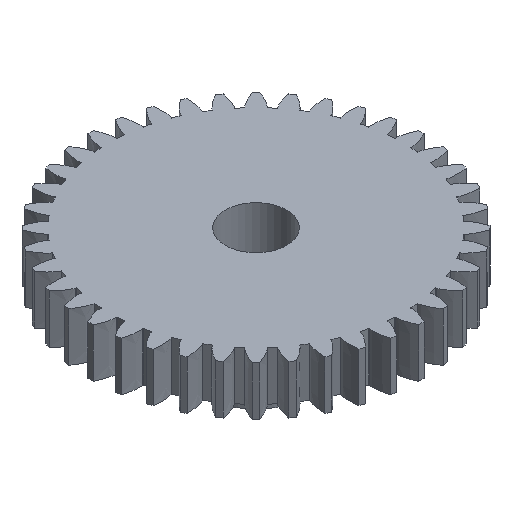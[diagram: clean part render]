
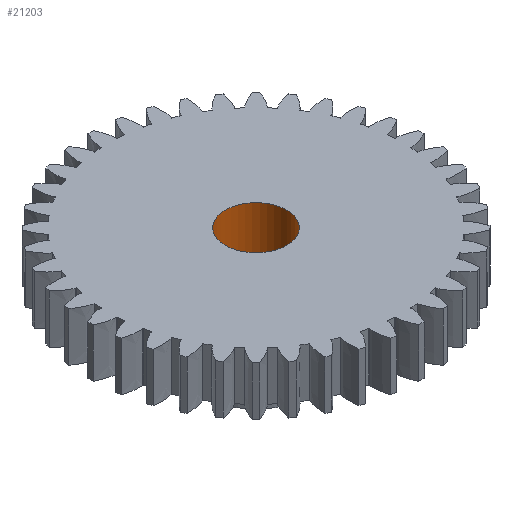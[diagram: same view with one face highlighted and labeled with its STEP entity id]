
A CAD part, isometric view. The second image highlights one B-rep face of the part: STEP entity #21203.
In plain terms, the highlighted cylindrical face has radius 2.5 mm (diameter 5 mm), a full revolution.
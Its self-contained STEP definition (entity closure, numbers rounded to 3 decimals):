
#73 = PLANE('',#74);
#74 = AXIS2_PLACEMENT_3D('',#75,#76,#77);
#75 = CARTESIAN_POINT('',(0.,0.,4.));
#76 = DIRECTION('',(0.,0.,1.));
#77 = DIRECTION('',(1.,0.,0.));
#14092 = EDGE_CURVE('',#14093,#14093,#14095,.T.);
#14093 = VERTEX_POINT('',#14094);
#14094 = CARTESIAN_POINT('',(2.5,0.,4.));
#14095 = SURFACE_CURVE('',#14096,(#14101,#14108),.PCURVE_S1.);
#14096 = CIRCLE('',#14097,2.5);
#14097 = AXIS2_PLACEMENT_3D('',#14098,#14099,#14100);
#14098 = CARTESIAN_POINT('',(0.,0.,4.));
#14099 = DIRECTION('',(0.,0.,1.));
#14100 = DIRECTION('',(1.,0.,0.));
#14101 = PCURVE('',#73,#14102);
#14102 = DEFINITIONAL_REPRESENTATION('',(#14103),#14107);
#14103 = CIRCLE('',#14104,2.5);
#14104 = AXIS2_PLACEMENT_2D('',#14105,#14106);
#14105 = CARTESIAN_POINT('',(0.,0.));
#14106 = DIRECTION('',(1.,0.));
#14107 = ( GEOMETRIC_REPRESENTATION_CONTEXT(2) 
PARAMETRIC_REPRESENTATION_CONTEXT() REPRESENTATION_CONTEXT('2D SPACE',''
  ) );
#14108 = PCURVE('',#14109,#14114);
#14109 = CYLINDRICAL_SURFACE('',#14110,2.5);
#14110 = AXIS2_PLACEMENT_3D('',#14111,#14112,#14113);
#14111 = CARTESIAN_POINT('',(0.,0.,4.));
#14112 = DIRECTION('',(0.,0.,1.));
#14113 = DIRECTION('',(1.,0.,0.));
#14114 = DEFINITIONAL_REPRESENTATION('',(#14115),#14119);
#14115 = LINE('',#14116,#14117);
#14116 = CARTESIAN_POINT('',(0.,0.));
#14117 = VECTOR('',#14118,1.);
#14118 = DIRECTION('',(1.,0.));
#14119 = ( GEOMETRIC_REPRESENTATION_CONTEXT(2) 
PARAMETRIC_REPRESENTATION_CONTEXT() REPRESENTATION_CONTEXT('2D SPACE',''
  ) );
#21203 = ADVANCED_FACE('',(#21204),#14109,.F.);
#21204 = FACE_BOUND('',#21205,.F.);
#21205 = EDGE_LOOP('',(#21206,#21207,#21230,#21257));
#21206 = ORIENTED_EDGE('',*,*,#14092,.F.);
#21207 = ORIENTED_EDGE('',*,*,#21208,.T.);
#21208 = EDGE_CURVE('',#14093,#21209,#21211,.T.);
#21209 = VERTEX_POINT('',#21210);
#21210 = CARTESIAN_POINT('',(2.5,0.,0.));
#21211 = SEAM_CURVE('',#21212,(#21216,#21223),.PCURVE_S1.);
#21212 = LINE('',#21213,#21214);
#21213 = CARTESIAN_POINT('',(2.5,0.,4.));
#21214 = VECTOR('',#21215,1.);
#21215 = DIRECTION('',(-0.,-0.,-1.));
#21216 = PCURVE('',#14109,#21217);
#21217 = DEFINITIONAL_REPRESENTATION('',(#21218),#21222);
#21218 = LINE('',#21219,#21220);
#21219 = CARTESIAN_POINT('',(6.283,0.));
#21220 = VECTOR('',#21221,1.);
#21221 = DIRECTION('',(0.,-1.));
#21222 = ( GEOMETRIC_REPRESENTATION_CONTEXT(2) 
PARAMETRIC_REPRESENTATION_CONTEXT() REPRESENTATION_CONTEXT('2D SPACE',''
  ) );
#21223 = PCURVE('',#14109,#21224);
#21224 = DEFINITIONAL_REPRESENTATION('',(#21225),#21229);
#21225 = LINE('',#21226,#21227);
#21226 = CARTESIAN_POINT('',(0.,0.));
#21227 = VECTOR('',#21228,1.);
#21228 = DIRECTION('',(0.,-1.));
#21229 = ( GEOMETRIC_REPRESENTATION_CONTEXT(2) 
PARAMETRIC_REPRESENTATION_CONTEXT() REPRESENTATION_CONTEXT('2D SPACE',''
  ) );
#21230 = ORIENTED_EDGE('',*,*,#21231,.F.);
#21231 = EDGE_CURVE('',#21209,#21209,#21232,.T.);
#21232 = SURFACE_CURVE('',#21233,(#21238,#21245),.PCURVE_S1.);
#21233 = CIRCLE('',#21234,2.5);
#21234 = AXIS2_PLACEMENT_3D('',#21235,#21236,#21237);
#21235 = CARTESIAN_POINT('',(0.,0.,0.));
#21236 = DIRECTION('',(0.,0.,-1.));
#21237 = DIRECTION('',(1.,0.,0.));
#21238 = PCURVE('',#14109,#21239);
#21239 = DEFINITIONAL_REPRESENTATION('',(#21240),#21244);
#21240 = LINE('',#21241,#21242);
#21241 = CARTESIAN_POINT('',(6.283,-4.));
#21242 = VECTOR('',#21243,1.);
#21243 = DIRECTION('',(-1.,0.));
#21244 = ( GEOMETRIC_REPRESENTATION_CONTEXT(2) 
PARAMETRIC_REPRESENTATION_CONTEXT() REPRESENTATION_CONTEXT('2D SPACE',''
  ) );
#21245 = PCURVE('',#21246,#21251);
#21246 = CYLINDRICAL_SURFACE('',#21247,2.5);
#21247 = AXIS2_PLACEMENT_3D('',#21248,#21249,#21250);
#21248 = CARTESIAN_POINT('',(0.,0.,0.));
#21249 = DIRECTION('',(0.,0.,1.));
#21250 = DIRECTION('',(1.,0.,0.));
#21251 = DEFINITIONAL_REPRESENTATION('',(#21252),#21256);
#21252 = LINE('',#21253,#21254);
#21253 = CARTESIAN_POINT('',(-0.,0.));
#21254 = VECTOR('',#21255,1.);
#21255 = DIRECTION('',(-1.,0.));
#21256 = ( GEOMETRIC_REPRESENTATION_CONTEXT(2) 
PARAMETRIC_REPRESENTATION_CONTEXT() REPRESENTATION_CONTEXT('2D SPACE',''
  ) );
#21257 = ORIENTED_EDGE('',*,*,#21208,.F.);
